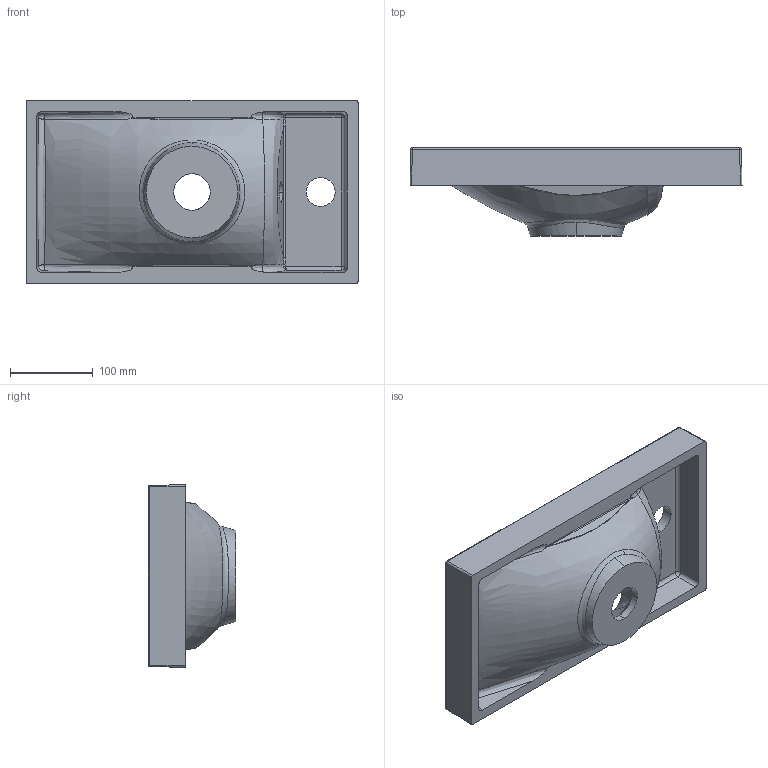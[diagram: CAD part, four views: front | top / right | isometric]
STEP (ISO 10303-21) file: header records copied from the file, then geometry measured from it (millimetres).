
FILE_DESCRIPTION (( 'STEP AP203' ), '1' );
FILE_NAME ('6229590401.STEP', '2020-12-15T12:08:08', ( '' ), ( '' ), 'SwSTEP 2.0', 'SolidWorks 2019', '' );
FILE_SCHEMA (( 'CONFIG_CONTROL_DESIGN' ));
Length unit declared in the file: millimetre
Products named in the file (1): 6229590401
Bounding box: 400 x 106 x 220 mm (x, y, z)
Volume: 1920154.8 mm3; surface area: 290742.5 mm2
Topology: 1 solids, 1 shells, 90 faces, 227 edges, 132 vertices
Faces by surface type: bspline 37, cylinder 25, plane 18, sphere 8, cone 2
Entity records: 13902 total; most frequent: CARTESIAN_POINT 12050, ORIENTED_EDGE 426, DIRECTION 284, EDGE_CURVE 213, VERTEX_POINT 128, AXIS2_PLACEMENT_3D 114, EDGE_LOOP 99, ADVANCED_FACE 90
